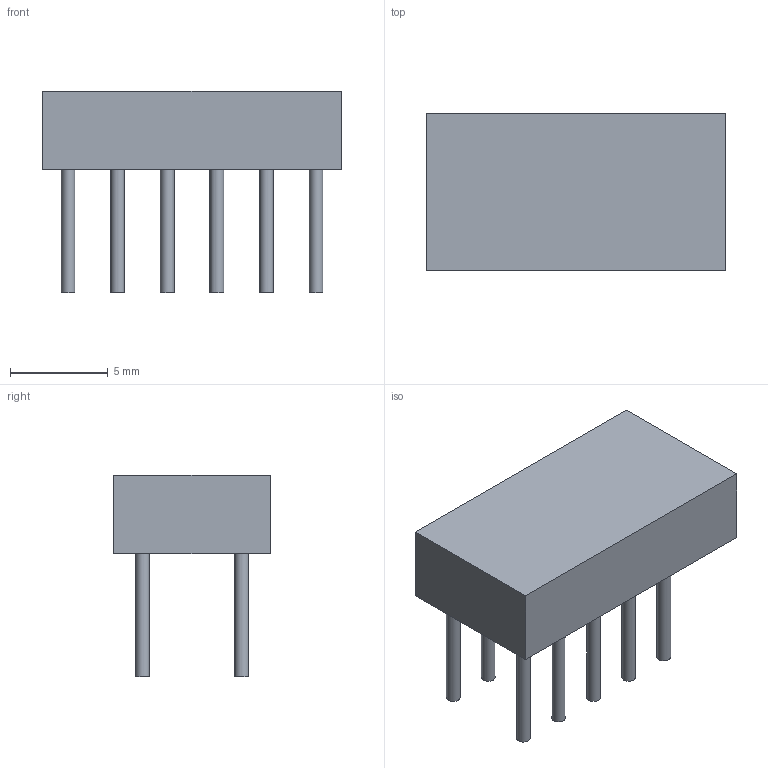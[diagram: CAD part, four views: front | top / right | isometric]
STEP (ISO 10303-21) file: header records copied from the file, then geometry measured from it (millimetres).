
FILE_DESCRIPTION(('FreeCAD Model'),'2;1');
FILE_NAME('2352AS.step', '2020-07-18T17:41:16',(''),(''),'Open CASCADE STEP processor 7.3', 'FreeCAD','Unknown');
FILE_SCHEMA(('AUTOMOTIVE_DESIGN { 1 0 10303 214 1 1 1 1 }'));
Length unit declared in the file: millimetre
Products named in the file (1): Body
Bounding box: 15.3 x 8 x 10.3 mm (x, y, z)
Volume: 516.3 mm3; surface area: 583.6 mm2
Topology: 1 solids, 1 shells, 28 faces, 45 edges, 30 vertices
Faces by surface type: plane 17, cylinder 11
Full cylindrical faces by diameter (mm): 0.7 x11
Entity records: 1257 total; most frequent: DIRECTION 215, CARTESIAN_POINT 194, LINE 91, VECTOR 91, ORIENTED_EDGE 90, PCURVE 90, DEFINITIONAL_REPRESENTATION 90, AXIS2_PLACEMENT_3D 51
